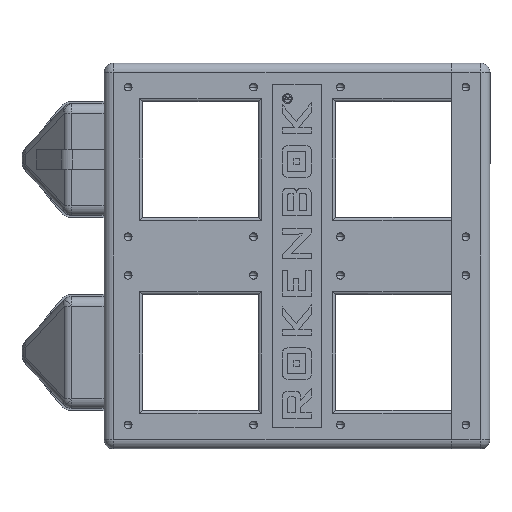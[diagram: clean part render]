
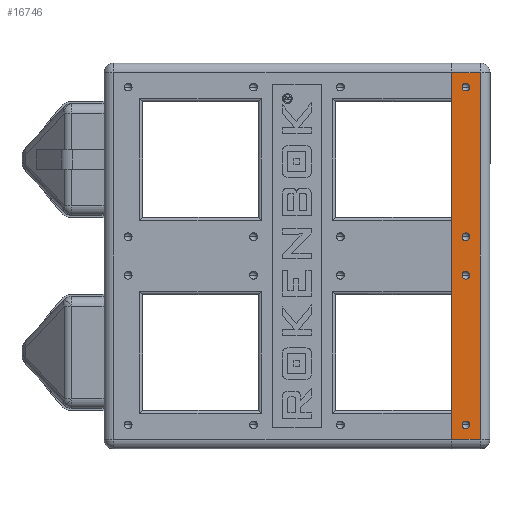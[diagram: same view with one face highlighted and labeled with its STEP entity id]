
A CAD part, left-side view. The second image highlights one B-rep face of the part: STEP entity #16746.
In plain terms, the highlighted planar face has unit normal (-1, 0, 0).
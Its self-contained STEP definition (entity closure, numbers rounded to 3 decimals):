
#3808 = ORIENTED_EDGE ( 'NONE', *, *, #31367, .F. ) ;
#3809 = ORIENTED_EDGE ( 'NONE', *, *, #31135, .F. ) ;
#3810 = ORIENTED_EDGE ( 'NONE', *, *, #31369, .F. ) ;
#3811 = ORIENTED_EDGE ( 'NONE', *, *, #31139, .F. ) ;
#3812 = ORIENTED_EDGE ( 'NONE', *, *, #31371, .F. ) ;
#3813 = ORIENTED_EDGE ( 'NONE', *, *, #31147, .F. ) ;
#3814 = ORIENTED_EDGE ( 'NONE', *, *, #31373, .F. ) ;
#3815 = ORIENTED_EDGE ( 'NONE', *, *, #31143, .F. ) ;
#3816 = ORIENTED_EDGE ( 'NONE', *, *, #31163, .F. ) ;
#3817 = ORIENTED_EDGE ( 'NONE', *, *, #31375, .T. ) ;
#3818 = ORIENTED_EDGE ( 'NONE', *, *, #31377, .T. ) ;
#3819 = ORIENTED_EDGE ( 'NONE', *, *, #31379, .T. ) ;
#6521 = AXIS2_PLACEMENT_3D ( 'NONE', #40104, #40105, #40106 ) ;
#6523 = AXIS2_PLACEMENT_3D ( 'NONE', #40114, #40115, #40116 ) ;
#6525 = AXIS2_PLACEMENT_3D ( 'NONE', #40140, #40141, #40142 ) ;
#6527 = AXIS2_PLACEMENT_3D ( 'NONE', #40168, #40169, #40170 ) ;
#6549 = AXIS2_PLACEMENT_3D ( 'NONE', #29647, #29648, #29649 ) ;
#6550 = AXIS2_PLACEMENT_3D ( 'NONE', #29653, #29654, #29655 ) ;
#6551 = AXIS2_PLACEMENT_3D ( 'NONE', #29657, #29658, #29659 ) ;
#6552 = AXIS2_PLACEMENT_3D ( 'NONE', #29664, #29665, #29666 ) ;
#10320 = CARTESIAN_POINT ( 'NONE',  ( -10., 2.1, -27.5 ) ) ;
#10353 = CARTESIAN_POINT ( 'NONE',  ( -10., 2.9, -27.5 ) ) ;
#10499 = CARTESIAN_POINT ( 'NONE',  ( -10., 2.9, -8. ) ) ;
#10690 = CARTESIAN_POINT ( 'NONE',  ( -10., 2.1, -12. ) ) ;
#10705 = CARTESIAN_POINT ( 'NONE',  ( -10., 2.9, -12. ) ) ;
#16746 = ADVANCED_FACE ( 'NONE', ( #46948, #46951, #46933, #46946, #46949 ), #25847, .F. ) ;
#17700 = CARTESIAN_POINT ( 'NONE',  ( -10., 2.1, 7.5 ) ) ;
#17750 = CARTESIAN_POINT ( 'NONE',  ( -10., 1., -29. ) ) ;
#17850 = CARTESIAN_POINT ( 'NONE',  ( -10., 2.9, 7.5 ) ) ;
#17973 = CARTESIAN_POINT ( 'NONE',  ( -10., 1., 9. ) ) ;
#24956 = VERTEX_POINT ( 'NONE', #42049 ) ;
#25003 = VERTEX_POINT ( 'NONE', #42070 ) ;
#25129 = VERTEX_POINT ( 'NONE', #42123 ) ;
#25475 = VERTEX_POINT ( 'NONE', #10320 ) ;
#25508 = VERTEX_POINT ( 'NONE', #10353 ) ;
#25654 = VERTEX_POINT ( 'NONE', #10499 ) ;
#25837 = DIRECTION ( 'NONE',  ( 1., 0., 0. ) ) ;
#25847 = PLANE ( 'NONE',  #30445 ) ;
#25851 = CARTESIAN_POINT ( 'NONE',  ( -10., 2., 10. ) ) ;
#25855 = DIRECTION ( 'NONE',  ( 0., -1., 0. ) ) ;
#25947 = VERTEX_POINT ( 'NONE', #10690 ) ;
#25979 = VERTEX_POINT ( 'NONE', #10705 ) ;
#28675 = CIRCLE ( 'NONE', #6521, 0.4 ) ;
#28678 = CIRCLE ( 'NONE', #6523, 0.4 ) ;
#28685 = CIRCLE ( 'NONE', #6525, 0.4 ) ;
#28688 = CIRCLE ( 'NONE', #6527, 0.4 ) ;
#28713 = LINE ( 'NONE', #40236, #28716 ) ;
#28716 = VECTOR ( 'NONE', #40237, 1000. ) ;
#29084 = CIRCLE ( 'NONE', #6549, 0.4 ) ;
#29086 = CIRCLE ( 'NONE', #6550, 0.4 ) ;
#29090 = CIRCLE ( 'NONE', #6551, 0.4 ) ;
#29092 = CIRCLE ( 'NONE', #6552, 0.4 ) ;
#29096 = LINE ( 'NONE', #29667, #29099 ) ;
#29098 = LINE ( 'NONE', #29661, #29103 ) ;
#29099 = VECTOR ( 'NONE', #29668, 1000. ) ;
#29103 = VECTOR ( 'NONE', #29670, 1000. ) ;
#29104 = LINE ( 'NONE', #29673, #29107 ) ;
#29107 = VECTOR ( 'NONE', #29674, 1000. ) ;
#29647 = CARTESIAN_POINT ( 'NONE',  ( -10., 2.5, 7.5 ) ) ;
#29648 = DIRECTION ( 'NONE',  ( -1., 0., 0. ) ) ;
#29649 = DIRECTION ( 'NONE',  ( 0., -1., 0. ) ) ;
#29653 = CARTESIAN_POINT ( 'NONE',  ( -10., 2.5, -27.5 ) ) ;
#29654 = DIRECTION ( 'NONE',  ( -1., 0., 0. ) ) ;
#29655 = DIRECTION ( 'NONE',  ( 0., -1., 0. ) ) ;
#29657 = CARTESIAN_POINT ( 'NONE',  ( -10., 2.5, -12. ) ) ;
#29658 = DIRECTION ( 'NONE',  ( -1., 0., 0. ) ) ;
#29659 = DIRECTION ( 'NONE',  ( 0., -1., 0. ) ) ;
#29661 = CARTESIAN_POINT ( 'NONE',  ( -10., 1., 10. ) ) ;
#29664 = CARTESIAN_POINT ( 'NONE',  ( -10., 2.5, -8. ) ) ;
#29665 = DIRECTION ( 'NONE',  ( -1., 0., 0. ) ) ;
#29666 = DIRECTION ( 'NONE',  ( 0., -1., 0. ) ) ;
#29667 = CARTESIAN_POINT ( 'NONE',  ( -10., 2., -29. ) ) ;
#29668 = DIRECTION ( 'NONE',  ( 0., -1., 0. ) ) ;
#29670 = DIRECTION ( 'NONE',  ( 0., 0., 1. ) ) ;
#29673 = CARTESIAN_POINT ( 'NONE',  ( -10., 2., 9. ) ) ;
#29674 = DIRECTION ( 'NONE',  ( 0., 1., 0. ) ) ;
#30445 = AXIS2_PLACEMENT_3D ( 'NONE', #25851, #25837, #25855 ) ;
#31135 = EDGE_CURVE ( 'NONE', #38942, #38857, #28675, .T. ) ;
#31139 = EDGE_CURVE ( 'NONE', #25508, #25475, #28678, .T. ) ;
#31143 = EDGE_CURVE ( 'NONE', #25654, #24956, #28685, .T. ) ;
#31147 = EDGE_CURVE ( 'NONE', #25979, #25947, #28688, .T. ) ;
#31163 = EDGE_CURVE ( 'NONE', #25003, #25129, #28713, .T. ) ;
#31367 = EDGE_CURVE ( 'NONE', #38857, #38942, #29084, .T. ) ;
#31369 = EDGE_CURVE ( 'NONE', #25475, #25508, #29086, .T. ) ;
#31371 = EDGE_CURVE ( 'NONE', #25947, #25979, #29090, .T. ) ;
#31373 = EDGE_CURVE ( 'NONE', #24956, #25654, #29092, .T. ) ;
#31375 = EDGE_CURVE ( 'NONE', #25003, #38882, #29096, .T. ) ;
#31377 = EDGE_CURVE ( 'NONE', #38882, #39016, #29098, .T. ) ;
#31379 = EDGE_CURVE ( 'NONE', #39016, #25129, #29104, .T. ) ;
#38759 = EDGE_LOOP ( 'NONE', ( #3816, #3817, #3818, #3819 ) ) ;
#38803 = EDGE_LOOP ( 'NONE', ( #3810, #3811 ) ) ;
#38813 = EDGE_LOOP ( 'NONE', ( #3814, #3815 ) ) ;
#38814 = EDGE_LOOP ( 'NONE', ( #3808, #3809 ) ) ;
#38834 = EDGE_LOOP ( 'NONE', ( #3812, #3813 ) ) ;
#38857 = VERTEX_POINT ( 'NONE', #17700 ) ;
#38882 = VERTEX_POINT ( 'NONE', #17750 ) ;
#38942 = VERTEX_POINT ( 'NONE', #17850 ) ;
#39016 = VERTEX_POINT ( 'NONE', #17973 ) ;
#40104 = CARTESIAN_POINT ( 'NONE',  ( -10., 2.5, 7.5 ) ) ;
#40105 = DIRECTION ( 'NONE',  ( -1., 0., 0. ) ) ;
#40106 = DIRECTION ( 'NONE',  ( 0., -1., 0. ) ) ;
#40114 = CARTESIAN_POINT ( 'NONE',  ( -10., 2.5, -27.5 ) ) ;
#40115 = DIRECTION ( 'NONE',  ( -1., 0., 0. ) ) ;
#40116 = DIRECTION ( 'NONE',  ( 0., -1., 0. ) ) ;
#40140 = CARTESIAN_POINT ( 'NONE',  ( -10., 2.5, -8. ) ) ;
#40141 = DIRECTION ( 'NONE',  ( -1., 0., 0. ) ) ;
#40142 = DIRECTION ( 'NONE',  ( 0., -1., 0. ) ) ;
#40168 = CARTESIAN_POINT ( 'NONE',  ( -10., 2.5, -12. ) ) ;
#40169 = DIRECTION ( 'NONE',  ( -1., 0., 0. ) ) ;
#40170 = DIRECTION ( 'NONE',  ( 0., -1., 0. ) ) ;
#40236 = CARTESIAN_POINT ( 'NONE',  ( -10., 4., -6. ) ) ;
#40237 = DIRECTION ( 'NONE',  ( 0., 0., 1. ) ) ;
#42049 = CARTESIAN_POINT ( 'NONE',  ( -10., 2.1, -8. ) ) ;
#42070 = CARTESIAN_POINT ( 'NONE',  ( -10., 4., -29. ) ) ;
#42123 = CARTESIAN_POINT ( 'NONE',  ( -10., 4., 9. ) ) ;
#46933 = FACE_BOUND ( 'NONE', #38834, .T. ) ;
#46946 = FACE_BOUND ( 'NONE', #38813, .T. ) ;
#46948 = FACE_BOUND ( 'NONE', #38814, .T. ) ;
#46949 = FACE_OUTER_BOUND ( 'NONE', #38759, .T. ) ;
#46951 = FACE_BOUND ( 'NONE', #38803, .T. ) ;
